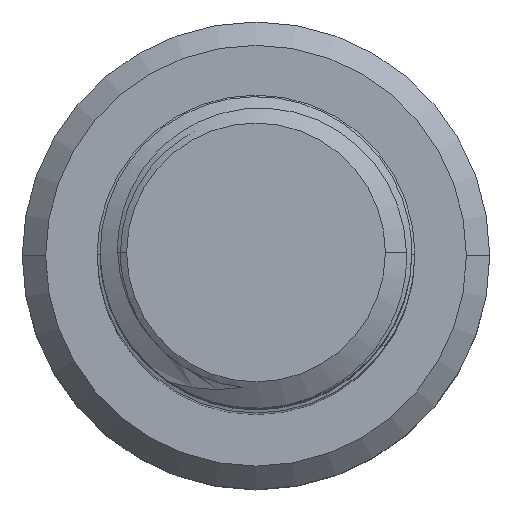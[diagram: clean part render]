
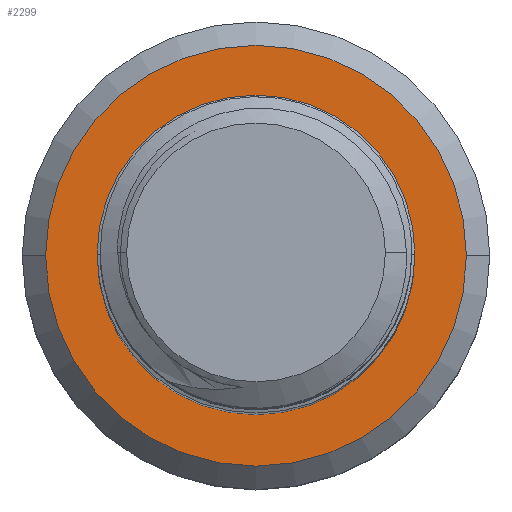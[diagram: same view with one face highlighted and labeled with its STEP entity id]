
A CAD part, top view. The second image highlights one B-rep face of the part: STEP entity #2299.
In plain terms, the highlighted planar face has unit normal (0, 0, 1).
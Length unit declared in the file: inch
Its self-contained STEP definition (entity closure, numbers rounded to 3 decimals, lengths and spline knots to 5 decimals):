
#239 = ORIENTED_EDGE ( 'NONE', *, *, #394, .T. ) ;
#321 = DIRECTION ( 'NONE',  ( 0., 0., -1. ) ) ;
#394 = EDGE_CURVE ( 'NONE', #7776, #5919, #3372, .T. ) ;
#672 = CARTESIAN_POINT ( 'NONE',  ( 0., 0., -3. ) ) ;
#824 = AXIS2_PLACEMENT_3D ( 'NONE', #4626, #321, #3203 ) ;
#1298 = CARTESIAN_POINT ( 'NONE',  ( 0.255, 0., -3. ) ) ;
#1708 = EDGE_LOOP ( 'NONE', ( #239, #4981 ) ) ;
#1993 = CIRCLE ( 'NONE', #824, 0.255 ) ;
#2067 = ORIENTED_EDGE ( 'NONE', *, *, #2648, .T. ) ;
#2299 = ADVANCED_FACE ( 'NONE', ( #6345, #2671 ), #8233, .F. ) ;
#2648 = EDGE_CURVE ( 'NONE', #8900, #4861, #1993, .T. ) ;
#2671 = FACE_BOUND ( 'NONE', #3054, .T. ) ;
#2858 = CARTESIAN_POINT ( 'NONE',  ( 0., 0., -3. ) ) ;
#2884 = DIRECTION ( 'NONE',  ( 0., 0., -1. ) ) ;
#2945 = EDGE_CURVE ( 'NONE', #4861, #8900, #6797, .T. ) ;
#3054 = EDGE_LOOP ( 'NONE', ( #2067, #7467 ) ) ;
#3078 = DIRECTION ( 'NONE',  ( -1., 0., 0. ) ) ;
#3203 = DIRECTION ( 'NONE',  ( -1., 0., 0. ) ) ;
#3260 = CARTESIAN_POINT ( 'NONE',  ( -0.255, 0., -3. ) ) ;
#3372 = CIRCLE ( 'NONE', #6583, 0.3375 ) ;
#3770 = CIRCLE ( 'NONE', #3771, 0.3375 ) ;
#3771 = AXIS2_PLACEMENT_3D ( 'NONE', #672, #6720, #5242 ) ;
#3832 = DIRECTION ( 'NONE',  ( 0., 0., -1. ) ) ;
#3849 = CARTESIAN_POINT ( 'NONE',  ( -0.3375, 0., -3. ) ) ;
#4626 = CARTESIAN_POINT ( 'NONE',  ( 0., 0., -3. ) ) ;
#4725 = CARTESIAN_POINT ( 'NONE',  ( 0.3375, 0., -3. ) ) ;
#4861 = VERTEX_POINT ( 'NONE', #3260 ) ;
#4981 = ORIENTED_EDGE ( 'NONE', *, *, #5132, .T. ) ;
#5132 = EDGE_CURVE ( 'NONE', #5919, #7776, #3770, .T. ) ;
#5242 = DIRECTION ( 'NONE',  ( -1., 0., 0. ) ) ;
#5296 = DIRECTION ( 'NONE',  ( 0., 0., 1. ) ) ;
#5376 = DIRECTION ( 'NONE',  ( -1., 0., 0. ) ) ;
#5919 = VERTEX_POINT ( 'NONE', #4725 ) ;
#6345 = FACE_OUTER_BOUND ( 'NONE', #1708, .T. ) ;
#6583 = AXIS2_PLACEMENT_3D ( 'NONE', #8244, #5296, #3078 ) ;
#6717 = AXIS2_PLACEMENT_3D ( 'NONE', #2858, #2884, #7964 ) ;
#6720 = DIRECTION ( 'NONE',  ( 0., 0., 1. ) ) ;
#6797 = CIRCLE ( 'NONE', #6717, 0.255 ) ;
#7409 = AXIS2_PLACEMENT_3D ( 'NONE', #8302, #3832, #5376 ) ;
#7467 = ORIENTED_EDGE ( 'NONE', *, *, #2945, .T. ) ;
#7776 = VERTEX_POINT ( 'NONE', #3849 ) ;
#7964 = DIRECTION ( 'NONE',  ( -1., 0., 0. ) ) ;
#8233 = PLANE ( 'NONE',  #7409 ) ;
#8244 = CARTESIAN_POINT ( 'NONE',  ( 0., 0., -3. ) ) ;
#8302 = CARTESIAN_POINT ( 'NONE',  ( 0., 0., -3. ) ) ;
#8900 = VERTEX_POINT ( 'NONE', #1298 ) ;
